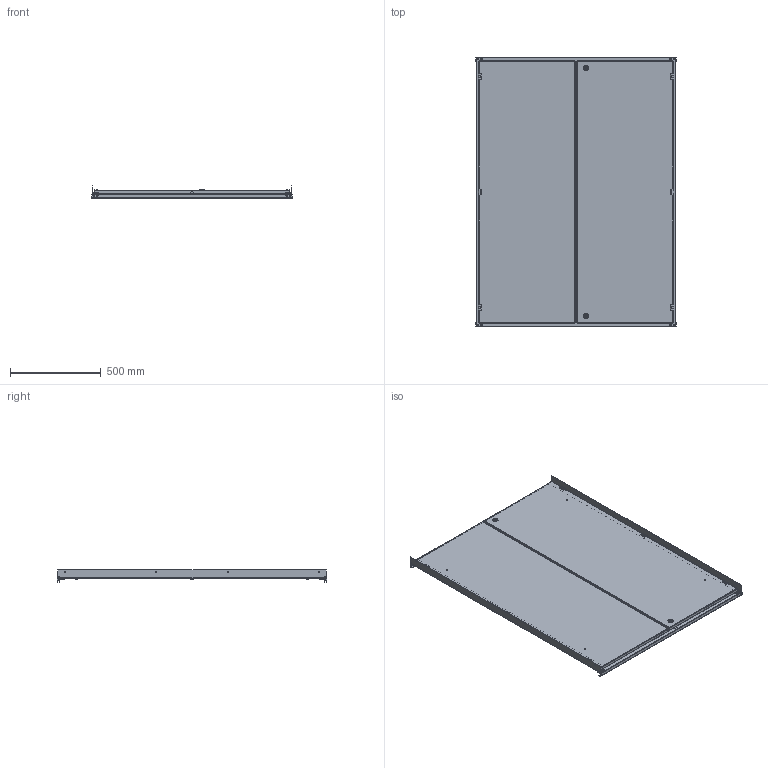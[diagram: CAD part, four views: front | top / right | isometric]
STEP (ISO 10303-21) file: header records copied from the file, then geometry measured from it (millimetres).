
FILE_DESCRIPTION (( 'STEP AP214' ), '1' );
FILE_NAME ('677.216.STEP', '2024-10-17T09:06:23', ( '' ), ( '' ), 'SwSTEP 2.0', 'SolidWorks 2021', '' );
FILE_SCHEMA (( 'AUTOMOTIVE_DESIGN' ));
Length unit declared in the file: millimetre
Products named in the file (23): 妈眚 DIN 912-󊬱6-Zn; Øàðíèð äëÿ âíóòðåííåé äâåðè; 8SJ_MS705_0510.stp; Âíåøíÿÿ ÷àñòü øàðíèðà; Ãàéêà M6 DIN6923.step; Âíóòðåííÿÿ ÷àñòü øàðíèðà; 8SJ_MS705_0010.stp; Áîëò Ì6õ10 ñ øåñòèãðàííîé ãîëîâêîé ñ ïðåññøàéáîé; 677.216-02 栺鍣膱; 8SJ_MS705-1_0040.stp; 677.120-02; 677.216-01 Ëåâàÿ; 607.016-02; 8SJ_S1B_0001.stp; 677.216; ﾇ瑟鶴 ﾀﾑ ms1000-3M.stp; 677.216 Äâåðü ëåâàÿ; Øïèëüêà ïðèâàðíàÿ Ì6õ16; SW6X8.stp; 8SJ_MS705_0760.stp; 677.216-01 ﾏ籵; 677.216 Äâåðü ïðàâàÿ; Âòóëêà øàðíèðà
Assembly tree (52 placements, depth 4):
  677.216
    677.216-02 栺鍣膱
      607.016-02  x2
      677.120-02  x2
      妈眚 DIN 912-󊬱6-Zn  x8
      Ãàéêà M6 DIN6923.step  x8
    677.216 Äâåðü ïðàâàÿ
      677.216-01 ﾏ籵
      Øïèëüêà ïðèâàðíàÿ Ì6õ16  x2
      Øàðíèð äëÿ âíóòðåííåé äâåðè  x3
        Âíóòðåííÿÿ ÷àñòü øàðíèðà
        Âíåøíÿÿ ÷àñòü øàðíèðà
        Âòóëêà øàðíèðà
      ﾇ瑟鶴 ﾀﾑ ms1000-3M.stp  x2
        8SJ_MS705_0010.stp
        8SJ_MS705_0510.stp
        8SJ_MS705_0760.stp
        8SJ_S1B_0001.stp
        8SJ_MS705-1_0040.stp
        SW6X8.stp
    Áîëò Ì6õ10 ñ øåñòèãðàííîé ãîëîâêîé ñ ïðåññøàéáîé  x6
    677.216 Äâåðü ëåâàÿ
      677.216-01 Ëåâàÿ
      Øïèëüêà ïðèâàðíàÿ Ì6õ16  x2
      Øàðíèð äëÿ âíóòðåííåé äâåðè  x3
        Âíóòðåííÿÿ ÷àñòü øàðíèðà
        Âíåøíÿÿ ÷àñòü øàðíèðà
        Âòóëêà øàðíèðà
Bounding box: 1103.4 x 1483.96 x 67 mm (x, y, z)
Volume: 3261552.3 mm3; surface area: 4341896.9 mm2
Topology: 56 solids, 68 shells, 3202 faces, 8108 edges, 5010 vertices
Faces by surface type: cylinder 1074, plane 954, bspline 612, cone 268, torus 182, sphere 112
Entity records: 63829 total; most frequent: CARTESIAN_POINT 37182, ORIENTED_EDGE 5826, DIRECTION 4653, EDGE_CURVE 2919, VERTEX_POINT 1796, AXIS2_PLACEMENT_3D 1724, EDGE_LOOP 1241, VECTOR 1205
